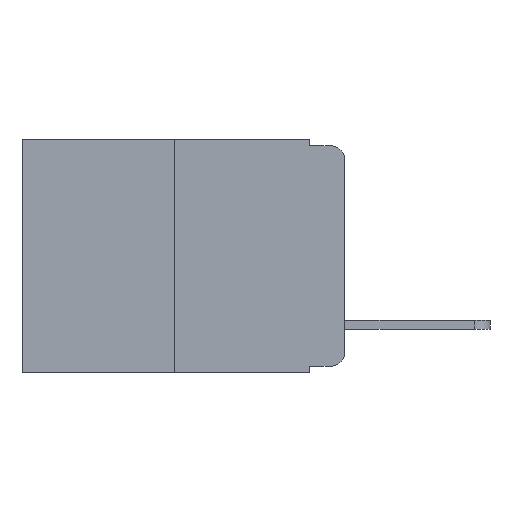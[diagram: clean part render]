
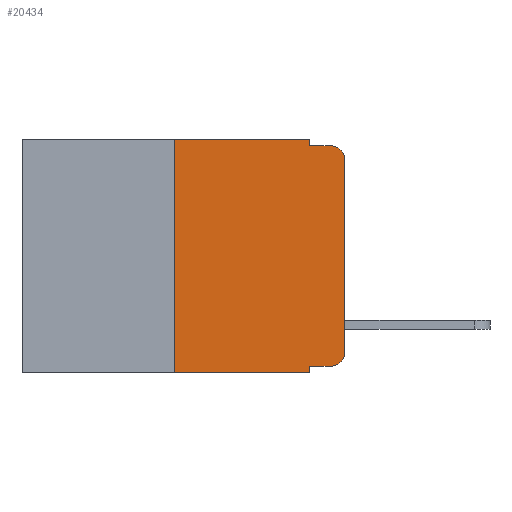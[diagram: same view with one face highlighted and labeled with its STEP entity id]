
A CAD part, left-side view. The second image highlights one B-rep face of the part: STEP entity #20434.
In plain terms, the highlighted planar face has unit normal (-1, 0, 0).
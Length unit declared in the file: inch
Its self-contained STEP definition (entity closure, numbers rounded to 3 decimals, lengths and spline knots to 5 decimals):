
#101 = DIRECTION ( 'NONE',  ( 0., -1., 0. ) ) ;
#682 = LINE ( 'NONE', #13641, #17676 ) ;
#920 = CARTESIAN_POINT ( 'NONE',  ( 0., 0.473, 0. ) ) ;
#1059 = CARTESIAN_POINT ( 'NONE',  ( 0., 0.051, -0.333 ) ) ;
#1206 = EDGE_CURVE ( 'NONE', #16475, #6197, #7715, .T. ) ;
#1456 = ORIENTED_EDGE ( 'NONE', *, *, #9530, .T. ) ;
#1951 = ORIENTED_EDGE ( 'NONE', *, *, #2473, .T. ) ;
#2277 = VERTEX_POINT ( 'NONE', #17741 ) ;
#2370 = VERTEX_POINT ( 'NONE', #16252 ) ;
#2473 = EDGE_CURVE ( 'NONE', #18172, #6197, #10492, .T. ) ;
#2548 = ORIENTED_EDGE ( 'NONE', *, *, #1206, .F. ) ;
#2667 = LINE ( 'NONE', #9421, #13685 ) ;
#2678 = ORIENTED_EDGE ( 'NONE', *, *, #17028, .F. ) ;
#3026 = ORIENTED_EDGE ( 'NONE', *, *, #15475, .F. ) ;
#3119 = CARTESIAN_POINT ( 'NONE',  ( 0., 0.051, 0. ) ) ;
#3676 = ORIENTED_EDGE ( 'NONE', *, *, #12901, .F. ) ;
#4064 = LINE ( 'NONE', #12271, #5166 ) ;
#4136 = VERTEX_POINT ( 'NONE', #3119 ) ;
#4831 = DIRECTION ( 'NONE',  ( -1., 0., 0. ) ) ;
#5166 = VECTOR ( 'NONE', #5826, 39.37008 ) ;
#5232 = VERTEX_POINT ( 'NONE', #17901 ) ;
#5798 = ORIENTED_EDGE ( 'NONE', *, *, #9040, .T. ) ;
#5826 = DIRECTION ( 'NONE',  ( 0., 0., -1. ) ) ;
#6197 = VERTEX_POINT ( 'NONE', #19471 ) ;
#6564 = EDGE_CURVE ( 'NONE', #2277, #10645, #13266, .T. ) ;
#6630 = ORIENTED_EDGE ( 'NONE', *, *, #11963, .F. ) ;
#7544 = ORIENTED_EDGE ( 'NONE', *, *, #7735, .T. ) ;
#7715 = LINE ( 'NONE', #14460, #20740 ) ;
#7735 = EDGE_CURVE ( 'NONE', #20980, #2277, #20952, .T. ) ;
#7776 = CARTESIAN_POINT ( 'NONE',  ( 0., 0.02, -0.03 ) ) ;
#8191 = DIRECTION ( 'NONE',  ( 0., 0., -1. ) ) ;
#8985 = EDGE_LOOP ( 'NONE', ( #1456, #1951, #2548, #2678, #3026, #3676, #5798, #6630, #7544, #9269 ) ) ;
#9005 = VECTOR ( 'NONE', #15966, 39.37008 ) ;
#9034 = DIRECTION ( 'NONE',  ( 0., -1., 0. ) ) ;
#9040 = EDGE_CURVE ( 'NONE', #5232, #9957, #17346, .T. ) ;
#9269 = ORIENTED_EDGE ( 'NONE', *, *, #6564, .T. ) ;
#9292 = AXIS2_PLACEMENT_3D ( 'NONE', #13617, #13527, #13508 ) ;
#9390 = DIRECTION ( 'NONE',  ( 0., 0., 1. ) ) ;
#9421 = CARTESIAN_POINT ( 'NONE',  ( 0., 0., 0. ) ) ;
#9530 = EDGE_CURVE ( 'NONE', #10645, #18172, #2667, .T. ) ;
#9957 = VERTEX_POINT ( 'NONE', #20809 ) ;
#10492 = CIRCLE ( 'NONE', #17031, 0.02 ) ;
#10645 = VERTEX_POINT ( 'NONE', #13556 ) ;
#11188 = DIRECTION ( 'NONE',  ( 0., 0., -1. ) ) ;
#11963 = EDGE_CURVE ( 'NONE', #20980, #9957, #20870, .T. ) ;
#12271 = CARTESIAN_POINT ( 'NONE',  ( 0., 0.051, 0. ) ) ;
#12799 = DIRECTION ( 'NONE',  ( 0., 0., 1. ) ) ;
#12901 = EDGE_CURVE ( 'NONE', #5232, #2370, #682, .T. ) ;
#13266 = CIRCLE ( 'NONE', #9292, 0.02 ) ;
#13508 = DIRECTION ( 'NONE',  ( 0., 0., -1. ) ) ;
#13527 = DIRECTION ( 'NONE',  ( -1., 0., 0. ) ) ;
#13556 = CARTESIAN_POINT ( 'NONE',  ( 0., 0., -0.313 ) ) ;
#13617 = CARTESIAN_POINT ( 'NONE',  ( 0., 0.02, -0.313 ) ) ;
#13641 = CARTESIAN_POINT ( 'NONE',  ( 0., 0.25, 0. ) ) ;
#13685 = VECTOR ( 'NONE', #9390, 39.37008 ) ;
#14378 = AXIS2_PLACEMENT_3D ( 'NONE', #920, #17371, #8191 ) ;
#14460 = CARTESIAN_POINT ( 'NONE',  ( 0., 0.051, -0.01 ) ) ;
#15475 = EDGE_CURVE ( 'NONE', #2370, #4136, #18294, .T. ) ;
#15828 = PLANE ( 'NONE',  #14378 ) ;
#15966 = DIRECTION ( 'NONE',  ( 0., -1., 0. ) ) ;
#16195 = CARTESIAN_POINT ( 'NONE',  ( 0., 0.051, -0.333 ) ) ;
#16252 = CARTESIAN_POINT ( 'NONE',  ( 0., 0.25, 0. ) ) ;
#16475 = VERTEX_POINT ( 'NONE', #18344 ) ;
#17017 = VECTOR ( 'NONE', #18591, 39.37008 ) ;
#17028 = EDGE_CURVE ( 'NONE', #4136, #16475, #4064, .T. ) ;
#17031 = AXIS2_PLACEMENT_3D ( 'NONE', #7776, #4831, #11188 ) ;
#17346 = LINE ( 'NONE', #20903, #20326 ) ;
#17371 = DIRECTION ( 'NONE',  ( 1., 0., 0. ) ) ;
#17676 = VECTOR ( 'NONE', #12799, 39.37008 ) ;
#17741 = CARTESIAN_POINT ( 'NONE',  ( 0., 0.02, -0.333 ) ) ;
#17901 = CARTESIAN_POINT ( 'NONE',  ( 0., 0.25, -0.343 ) ) ;
#18125 = CARTESIAN_POINT ( 'NONE',  ( 0., 0.473, 0. ) ) ;
#18172 = VERTEX_POINT ( 'NONE', #20160 ) ;
#18294 = LINE ( 'NONE', #18125, #18767 ) ;
#18344 = CARTESIAN_POINT ( 'NONE',  ( 0., 0.051, -0.01 ) ) ;
#18591 = DIRECTION ( 'NONE',  ( 0., 0., -1. ) ) ;
#18767 = VECTOR ( 'NONE', #9034, 39.37008 ) ;
#19471 = CARTESIAN_POINT ( 'NONE',  ( 0., 0.02, -0.01 ) ) ;
#19728 = CARTESIAN_POINT ( 'NONE',  ( 0., 0.051, 0. ) ) ;
#20156 = FACE_OUTER_BOUND ( 'NONE', #8985, .T. ) ;
#20160 = CARTESIAN_POINT ( 'NONE',  ( 0., 0., -0.03 ) ) ;
#20326 = VECTOR ( 'NONE', #20929, 39.37008 ) ;
#20434 = ADVANCED_FACE ( 'NONE', ( #20156 ), #15828, .F. ) ;
#20740 = VECTOR ( 'NONE', #101, 39.37008 ) ;
#20809 = CARTESIAN_POINT ( 'NONE',  ( 0., 0.051, -0.343 ) ) ;
#20870 = LINE ( 'NONE', #19728, #17017 ) ;
#20903 = CARTESIAN_POINT ( 'NONE',  ( 0., 0.473, -0.343 ) ) ;
#20929 = DIRECTION ( 'NONE',  ( 0., -1., 0. ) ) ;
#20952 = LINE ( 'NONE', #16195, #9005 ) ;
#20980 = VERTEX_POINT ( 'NONE', #1059 ) ;
